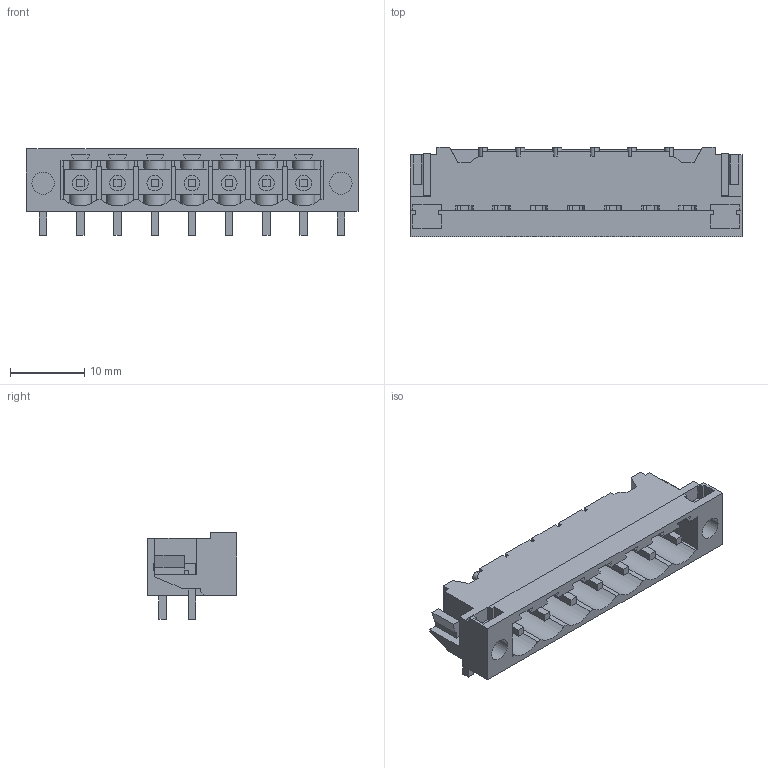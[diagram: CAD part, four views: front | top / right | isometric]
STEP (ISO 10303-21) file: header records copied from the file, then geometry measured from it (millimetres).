
FILE_DESCRIPTION(('CATIA V5 STEP Exchange','CAx-IF Rec.Pracs.--- Model Styling and Organization---1.2---2011-12-15'),'2;1');
FILE_NAME ('7601270_2_1840400000_1840400000.stp','2018-03-08T09:42:18+00:00',('none'),('Weidmueller'),'CATIA Version 5-6 Release 2014','CATIA V5 STEP AP214','none');
FILE_SCHEMA(('AUTOMOTIVE_DESIGN { 1 0 10303 214 1 1 1 1 }'));
Length unit declared in the file: millimetre
Products named in the file (1): 1840400000
Bounding box: 44.6 x 12 x 11.63 mm (x, y, z)
Volume: 1783.2 mm3; surface area: 3942.6 mm2
Topology: 10 solids, 10 shells, 545 faces, 1678 edges, 1140 vertices
Faces by surface type: plane 462, cylinder 83
Entity records: 17640 total; most frequent: CARTESIAN_POINT 3467, ORIENTED_EDGE 3356, DIRECTION 2293, EDGE_CURVE 1678, VECTOR 1429, LINE 1429, VERTEX_POINT 1140, EDGE_LOOP 564
